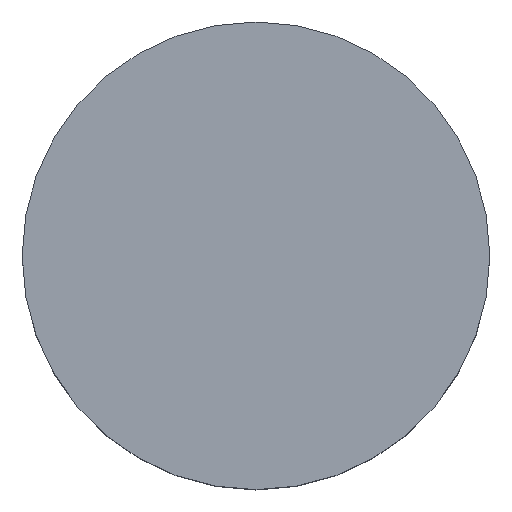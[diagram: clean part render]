
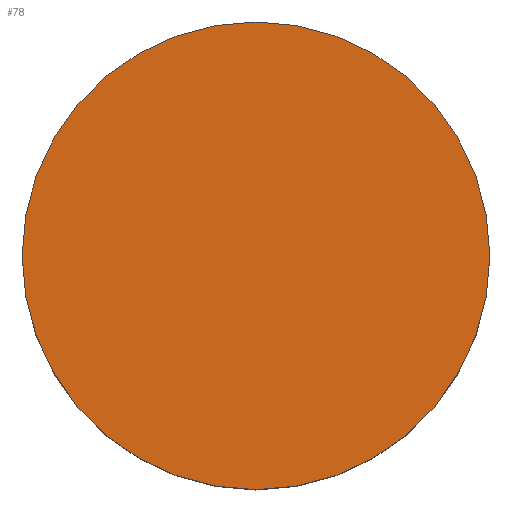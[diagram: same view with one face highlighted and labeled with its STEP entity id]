
A CAD part, top view. The second image highlights one B-rep face of the part: STEP entity #78.
In plain terms, the highlighted planar face has unit normal (0, 0, 1).
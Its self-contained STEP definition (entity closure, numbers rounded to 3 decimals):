
#16=PLANE('',#92);
#27=FACE_OUTER_BOUND('',#32,.T.);
#32=EDGE_LOOP('',(#72));
#38=CIRCLE('',#88,7.4);
#44=VERTEX_POINT('',#133);
#52=EDGE_CURVE('',#44,#44,#38,.T.);
#72=ORIENTED_EDGE('',*,*,#52,.T.);
#78=ADVANCED_FACE('',(#27),#16,.T.);
#88=AXIS2_PLACEMENT_3D('',#135,#110,#111);
#92=AXIS2_PLACEMENT_3D('',#141,#119,#120);
#110=DIRECTION('center_axis',(0.,0.,1.));
#111=DIRECTION('ref_axis',(-1.,0.,0.));
#119=DIRECTION('center_axis',(0.,0.,1.));
#120=DIRECTION('ref_axis',(-1.,0.,0.));
#133=CARTESIAN_POINT('',(217.438,-67.15,7.8));
#135=CARTESIAN_POINT('Origin',(210.038,-67.15,7.8));
#141=CARTESIAN_POINT('Origin',(210.038,-67.15,7.8));
